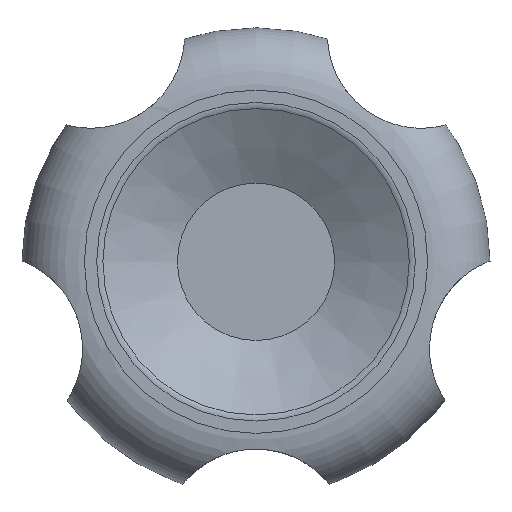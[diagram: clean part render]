
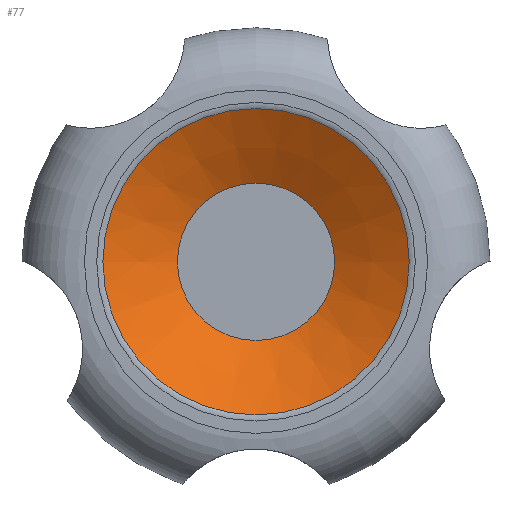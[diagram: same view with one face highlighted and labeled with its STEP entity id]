
A CAD part, top view. The second image highlights one B-rep face of the part: STEP entity #77.
In plain terms, the highlighted conical face has half-angle 60.548 degrees and reference radius 25 mm.
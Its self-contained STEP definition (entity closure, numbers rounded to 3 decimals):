
#77 = ADVANCED_FACE( '', ( #165, #166 ), #167, .F. );
#165 = FACE_OUTER_BOUND( '', #263, .T. );
#166 = FACE_BOUND( '', #264, .T. );
#167 = CONICAL_SURFACE( '', #265, 25., 1.057 );
#263 = EDGE_LOOP( '', ( #385 ) );
#264 = EDGE_LOOP( '', ( #386 ) );
#265 = AXIS2_PLACEMENT_3D( '', #387, #388, #389 );
#385 = ORIENTED_EDGE( '', *, *, #461, .T. );
#386 = ORIENTED_EDGE( '', *, *, #449, .F. );
#387 = CARTESIAN_POINT( '', ( 0., 0., 48. ) );
#388 = DIRECTION( '', ( 0., 0., 1. ) );
#389 = DIRECTION( '', ( 1., 0., 0. ) );
#449 = EDGE_CURVE( '', #503, #503, #504, .T. );
#461 = EDGE_CURVE( '', #521, #521, #522, .F. );
#503 = VERTEX_POINT( '', #570 );
#504 = CIRCLE( '', #571, 12.603 );
#521 = VERTEX_POINT( '', #899 );
#522 = CIRCLE( '', #900, 24.542 );
#570 = CARTESIAN_POINT( '', ( 12.603, 0., 41. ) );
#571 = AXIS2_PLACEMENT_3D( '', #1163, #1164, #1165 );
#899 = CARTESIAN_POINT( '', ( -24.542, 0., 47.742 ) );
#900 = AXIS2_PLACEMENT_3D( '', #1172, #1173, #1174 );
#1163 = CARTESIAN_POINT( '', ( 0., 0., 41. ) );
#1164 = DIRECTION( '', ( 0., 0., 1. ) );
#1165 = DIRECTION( '', ( 1., 0., 0. ) );
#1172 = CARTESIAN_POINT( '', ( 0., 0., 47.742 ) );
#1173 = DIRECTION( '', ( 0., 0., -1. ) );
#1174 = DIRECTION( '', ( -1., 0., 0. ) );
